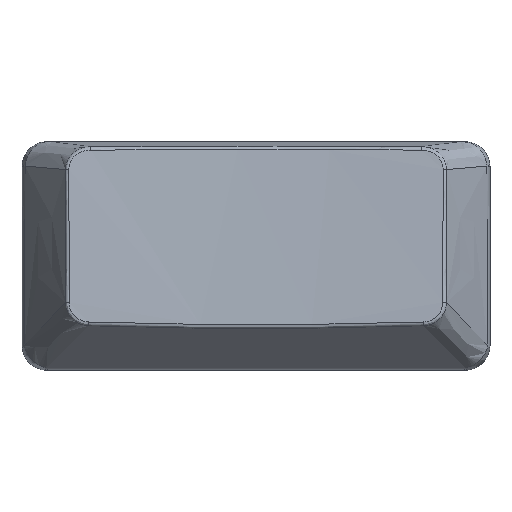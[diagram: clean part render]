
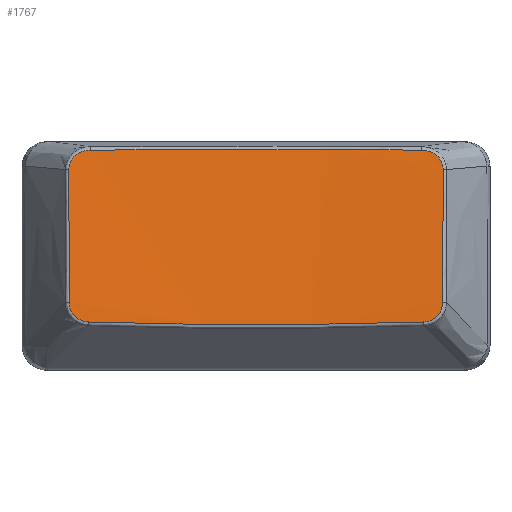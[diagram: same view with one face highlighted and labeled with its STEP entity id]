
A CAD part, top view. The second image highlights one B-rep face of the part: STEP entity #1767.
In plain terms, the highlighted free-form (B-spline) face has degree [1, 2] with [2, 3] control points.
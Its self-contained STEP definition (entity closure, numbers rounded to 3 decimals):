
#14=(
BOUNDED_SURFACE()
B_SPLINE_SURFACE(1,2,((#4107,#4108,#4109),(#4110,#4111,#4112)),
 .UNSPECIFIED.,.F.,.F.,.F.)
B_SPLINE_SURFACE_WITH_KNOTS((2,2),(3,3),(0.14,0.207),
(-1.642,-1.5),.UNSPECIFIED.)
GEOMETRIC_REPRESENTATION_ITEM()
RATIONAL_B_SPLINE_SURFACE(((1.,0.997,1.),(1.,0.997,
1.)))
REPRESENTATION_ITEM('')
SURFACE()
);
#171=B_SPLINE_CURVE_WITH_KNOTS('',3,(#3808,#3809,#3810,#3811),
 .UNSPECIFIED.,.F.,.F.,(4,4),(0.,2.669),.UNSPECIFIED.);
#172=B_SPLINE_CURVE_WITH_KNOTS('',3,(#3844,#3845,#3846,#3847,#3848,#3849),
 .UNSPECIFIED.,.F.,.F.,(4,1,1,4),(0.,0.104,
0.174,0.244),.UNSPECIFIED.);
#173=B_SPLINE_CURVE_WITH_KNOTS('',3,(#3872,#3873,#3874,#3875),
 .UNSPECIFIED.,.F.,.F.,(4,4),(0.,1.066),
 .UNSPECIFIED.);
#175=B_SPLINE_CURVE_WITH_KNOTS('',3,(#3915,#3916,#3917,#3918,#3919,#3920),
 .UNSPECIFIED.,.F.,.F.,(4,1,1,4),(0.,0.056,0.112,
0.261),.UNSPECIFIED.);
#177=B_SPLINE_CURVE_WITH_KNOTS('',3,(#3948,#3949,#3950,#3951),
 .UNSPECIFIED.,.F.,.F.,(4,4),(0.,2.634),
 .UNSPECIFIED.);
#179=B_SPLINE_CURVE_WITH_KNOTS('',3,(#3991,#3992,#3993,#3994,#3995,#3996),
 .UNSPECIFIED.,.F.,.F.,(4,1,1,4),(0.,0.112,0.186,
0.261),.UNSPECIFIED.);
#181=B_SPLINE_CURVE_WITH_KNOTS('',3,(#4023,#4024,#4025,#4026),
 .UNSPECIFIED.,.F.,.F.,(4,4),(0.,1.066),
 .UNSPECIFIED.);
#182=B_SPLINE_CURVE_WITH_KNOTS('',3,(#4057,#4058,#4059,#4060,#4061,#4062),
 .UNSPECIFIED.,.F.,.F.,(4,1,1,4),(0.,0.104,0.174,
0.244),.UNSPECIFIED.);
#492=FACE_OUTER_BOUND('',#600,.T.);
#600=EDGE_LOOP('',(#1502,#1503,#1504,#1505,#1506,#1507,#1508,#1509));
#800=VERTEX_POINT('',#3804);
#801=VERTEX_POINT('',#3806);
#802=VERTEX_POINT('',#3842);
#803=VERTEX_POINT('',#3870);
#804=VERTEX_POINT('',#3906);
#806=VERTEX_POINT('',#3941);
#808=VERTEX_POINT('',#3982);
#810=VERTEX_POINT('',#4017);
#1040=EDGE_CURVE('',#801,#800,#171,.T.);
#1042=EDGE_CURVE('',#800,#802,#172,.T.);
#1044=EDGE_CURVE('',#802,#803,#173,.T.);
#1047=EDGE_CURVE('',#803,#804,#175,.T.);
#1050=EDGE_CURVE('',#804,#806,#177,.T.);
#1053=EDGE_CURVE('',#806,#808,#179,.T.);
#1056=EDGE_CURVE('',#808,#810,#181,.T.);
#1057=EDGE_CURVE('',#810,#801,#182,.T.);
#1502=ORIENTED_EDGE('',*,*,#1040,.F.);
#1503=ORIENTED_EDGE('',*,*,#1057,.F.);
#1504=ORIENTED_EDGE('',*,*,#1056,.F.);
#1505=ORIENTED_EDGE('',*,*,#1053,.F.);
#1506=ORIENTED_EDGE('',*,*,#1050,.F.);
#1507=ORIENTED_EDGE('',*,*,#1047,.F.);
#1508=ORIENTED_EDGE('',*,*,#1044,.F.);
#1509=ORIENTED_EDGE('',*,*,#1042,.F.);
#1767=ADVANCED_FACE('',(#492),#14,.T.);
#3804=CARTESIAN_POINT('',(-13.318,-5.259,6.594));
#3806=CARTESIAN_POINT('',(13.318,-5.259,6.594));
#3808=CARTESIAN_POINT('Ctrl Pts',(13.318,-5.259,6.594));
#3809=CARTESIAN_POINT('Ctrl Pts',(4.453,-5.545,6.072));
#3810=CARTESIAN_POINT('Ctrl Pts',(-4.453,-5.545,6.072));
#3811=CARTESIAN_POINT('Ctrl Pts',(-13.318,-5.259,6.594));
#3842=CARTESIAN_POINT('',(-14.853,-3.703,6.505));
#3844=CARTESIAN_POINT('Ctrl Pts',(-13.318,-5.259,6.594));
#3845=CARTESIAN_POINT('Ctrl Pts',(-13.665,-5.248,6.614));
#3846=CARTESIAN_POINT('Ctrl Pts',(-14.245,-5.054,6.629));
#3847=CARTESIAN_POINT('Ctrl Pts',(-14.759,-4.396,6.583));
#3848=CARTESIAN_POINT('Ctrl Pts',(-14.853,-3.933,6.533));
#3849=CARTESIAN_POINT('Ctrl Pts',(-14.853,-3.703,6.505));
#3870=CARTESIAN_POINT('',(-14.878,6.876,5.208));
#3872=CARTESIAN_POINT('Ctrl Pts',(-14.853,-3.703,6.505));
#3873=CARTESIAN_POINT('Ctrl Pts',(-14.86,-0.177,6.073));
#3874=CARTESIAN_POINT('Ctrl Pts',(-14.868,3.35,5.64));
#3875=CARTESIAN_POINT('Ctrl Pts',(-14.878,6.876,5.208));
#3906=CARTESIAN_POINT('',(-13.141,8.413,4.904));
#3915=CARTESIAN_POINT('Ctrl Pts',(-14.878,6.876,5.208));
#3916=CARTESIAN_POINT('Ctrl Pts',(-14.879,7.061,5.185));
#3917=CARTESIAN_POINT('Ctrl Pts',(-14.811,7.429,5.135));
#3918=CARTESIAN_POINT('Ctrl Pts',(-14.329,8.166,5.011));
#3919=CARTESIAN_POINT('Ctrl Pts',(-13.635,8.41,4.935));
#3920=CARTESIAN_POINT('Ctrl Pts',(-13.141,8.413,4.904));
#3941=CARTESIAN_POINT('',(13.141,8.413,4.904));
#3948=CARTESIAN_POINT('Ctrl Pts',(-13.141,8.413,4.904));
#3949=CARTESIAN_POINT('Ctrl Pts',(-4.392,8.461,4.356));
#3950=CARTESIAN_POINT('Ctrl Pts',(4.392,8.461,4.356));
#3951=CARTESIAN_POINT('Ctrl Pts',(13.141,8.413,4.904));
#3982=CARTESIAN_POINT('',(14.878,6.876,5.208));
#3991=CARTESIAN_POINT('Ctrl Pts',(13.141,8.413,4.904));
#3992=CARTESIAN_POINT('Ctrl Pts',(13.512,8.411,4.927));
#3993=CARTESIAN_POINT('Ctrl Pts',(14.135,8.251,4.988));
#3994=CARTESIAN_POINT('Ctrl Pts',(14.753,7.615,5.108));
#3995=CARTESIAN_POINT('Ctrl Pts',(14.879,7.122,5.178));
#3996=CARTESIAN_POINT('Ctrl Pts',(14.878,6.876,5.208));
#4017=CARTESIAN_POINT('',(14.853,-3.703,6.505));
#4023=CARTESIAN_POINT('Ctrl Pts',(14.878,6.876,5.208));
#4024=CARTESIAN_POINT('Ctrl Pts',(14.868,3.35,5.64));
#4025=CARTESIAN_POINT('Ctrl Pts',(14.86,-0.177,6.073));
#4026=CARTESIAN_POINT('Ctrl Pts',(14.853,-3.703,6.505));
#4057=CARTESIAN_POINT('Ctrl Pts',(14.853,-3.703,6.505));
#4058=CARTESIAN_POINT('Ctrl Pts',(14.852,-4.049,6.547));
#4059=CARTESIAN_POINT('Ctrl Pts',(14.667,-4.631,6.606));
#4060=CARTESIAN_POINT('Ctrl Pts',(14.01,-5.148,6.625));
#4061=CARTESIAN_POINT('Ctrl Pts',(13.55,-5.251,6.608));
#4062=CARTESIAN_POINT('Ctrl Pts',(13.318,-5.259,6.594));
#4107=CARTESIAN_POINT('Ctrl Pts',(14.879,-5.415,6.717));
#4108=CARTESIAN_POINT('Ctrl Pts',(0.,-5.542,
5.687));
#4109=CARTESIAN_POINT('Ctrl Pts',(-14.879,-5.415,6.717));
#4110=CARTESIAN_POINT('Ctrl Pts',(14.879,8.54,5.003));
#4111=CARTESIAN_POINT('Ctrl Pts',(0.,8.414,
3.974));
#4112=CARTESIAN_POINT('Ctrl Pts',(-14.879,8.54,5.003));
